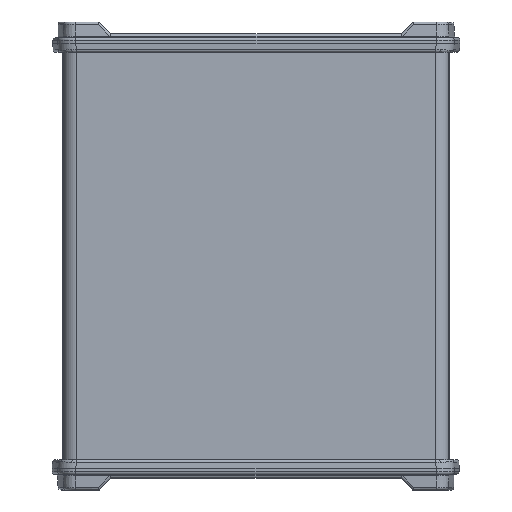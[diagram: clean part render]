
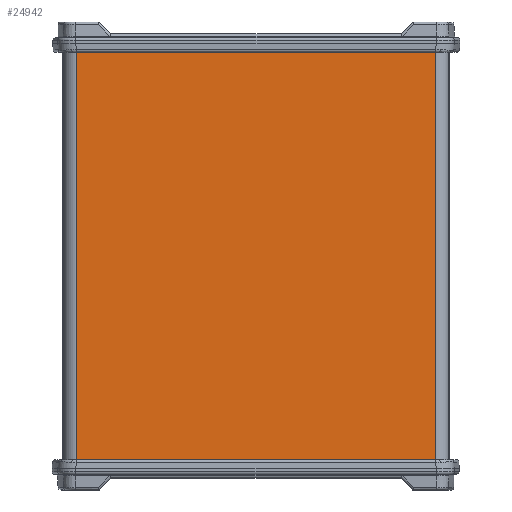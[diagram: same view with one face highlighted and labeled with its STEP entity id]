
A CAD part, front view. The second image highlights one B-rep face of the part: STEP entity #24942.
In plain terms, the highlighted planar face has unit normal (0, -1, 0).
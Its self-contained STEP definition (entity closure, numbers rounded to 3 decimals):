
#1281 = DIRECTION ( 'NONE',  ( 0., 1., 0. ) ) ;
#2066 = DIRECTION ( 'NONE',  ( 1., 0., 0. ) ) ;
#3972 = CARTESIAN_POINT ( 'NONE',  ( 69.11, -32.2, -80. ) ) ;
#6875 = LINE ( 'NONE', #31399, #22739 ) ;
#7078 = VECTOR ( 'NONE', #2066, 1000. ) ;
#9249 = DIRECTION ( 'NONE',  ( 0., 0., -1. ) ) ;
#9829 = ORIENTED_EDGE ( 'NONE', *, *, #23817, .T. ) ;
#10071 = FACE_OUTER_BOUND ( 'NONE', #38136, .T. ) ;
#11122 = ORIENTED_EDGE ( 'NONE', *, *, #30216, .T. ) ;
#13004 = CARTESIAN_POINT ( 'NONE',  ( -69.11, -32.2, 80. ) ) ;
#13903 = CARTESIAN_POINT ( 'NONE',  ( -69.11, -32.2, 80. ) ) ;
#14229 = VERTEX_POINT ( 'NONE', #41031 ) ;
#16073 = DIRECTION ( 'NONE',  ( 0., 0., -1. ) ) ;
#16946 = PLANE ( 'NONE',  #28063 ) ;
#17597 = VERTEX_POINT ( 'NONE', #13004 ) ;
#20203 = ORIENTED_EDGE ( 'NONE', *, *, #28074, .F. ) ;
#21800 = VERTEX_POINT ( 'NONE', #31196 ) ;
#22092 = VECTOR ( 'NONE', #40422, 1000. ) ;
#22739 = VECTOR ( 'NONE', #9249, 1000. ) ;
#23453 = DIRECTION ( 'NONE',  ( 0., 0., 1. ) ) ;
#23817 = EDGE_CURVE ( 'NONE', #17597, #14229, #38434, .T. ) ;
#24942 = ADVANCED_FACE ( 'NONE', ( #10071 ), #16946, .F. ) ;
#25450 = EDGE_CURVE ( 'NONE', #17597, #21800, #40778, .T. ) ;
#28063 = AXIS2_PLACEMENT_3D ( 'NONE', #13903, #1281, #23453 ) ;
#28074 = EDGE_CURVE ( 'NONE', #21800, #33753, #6875, .T. ) ;
#28776 = CARTESIAN_POINT ( 'NONE',  ( -69.11, -32.2, 80. ) ) ;
#30216 = EDGE_CURVE ( 'NONE', #14229, #33753, #39936, .T. ) ;
#31196 = CARTESIAN_POINT ( 'NONE',  ( 69.11, -32.2, 80. ) ) ;
#31399 = CARTESIAN_POINT ( 'NONE',  ( 69.11, -32.2, 80. ) ) ;
#33753 = VERTEX_POINT ( 'NONE', #3972 ) ;
#35761 = ORIENTED_EDGE ( 'NONE', *, *, #25450, .F. ) ;
#37225 = CARTESIAN_POINT ( 'NONE',  ( -69.11, -32.2, -80. ) ) ;
#37419 = VECTOR ( 'NONE', #16073, 1000. ) ;
#38136 = EDGE_LOOP ( 'NONE', ( #11122, #20203, #35761, #9829 ) ) ;
#38434 = LINE ( 'NONE', #28776, #37419 ) ;
#39891 = CARTESIAN_POINT ( 'NONE',  ( -69.11, -32.2, 80. ) ) ;
#39936 = LINE ( 'NONE', #37225, #22092 ) ;
#40422 = DIRECTION ( 'NONE',  ( 1., 0., 0. ) ) ;
#40778 = LINE ( 'NONE', #39891, #7078 ) ;
#41031 = CARTESIAN_POINT ( 'NONE',  ( -69.11, -32.2, -80. ) ) ;
